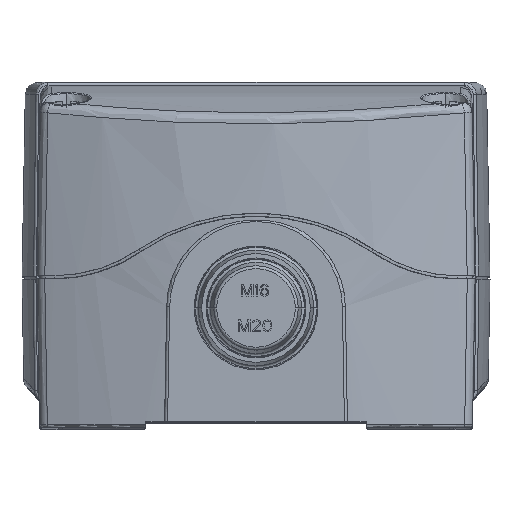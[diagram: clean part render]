
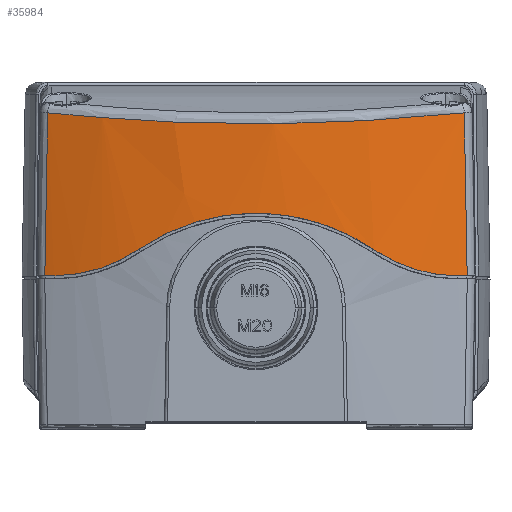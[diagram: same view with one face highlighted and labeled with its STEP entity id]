
A CAD part, top view. The second image highlights one B-rep face of the part: STEP entity #35984.
In plain terms, the highlighted conical face has half-angle 1 degrees and reference radius 103.761 mm.
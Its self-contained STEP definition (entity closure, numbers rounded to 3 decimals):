
#28411=CARTESIAN_POINT('',(0.,0.,-11.4));
#28412=DIRECTION('',(0.,1.,0.));
#28413=DIRECTION('',(-0.341,0.,0.94));
#28414=AXIS2_PLACEMENT_3D('',#28411,#28412,#28413);
#28582=CARTESIAN_POINT('',(0.,0.,-11.4));
#28583=DIRECTION('',(0.,1.,0.));
#28584=DIRECTION('',(0.326,0.,0.945));
#28585=AXIS2_PLACEMENT_3D('',#28582,#28583,#28584);
#30005=CARTESIAN_POINT('',(34.948,27.347,86.045));
#30006=CARTESIAN_POINT('',(33.912,27.248,86.419));
#30007=CARTESIAN_POINT('',(31.628,27.035,87.205));
#30008=CARTESIAN_POINT('',(27.5,26.676,88.451));
#30009=CARTESIAN_POINT('',(22.798,26.311,89.642));
#30010=CARTESIAN_POINT('',(17.606,25.973,90.688));
#30011=CARTESIAN_POINT('',(12.031,25.699,91.504));
#30012=CARTESIAN_POINT('',(6.189,25.518,92.026));
#30013=CARTESIAN_POINT('',(0.206,25.452,
92.214));
#30014=CARTESIAN_POINT('',(-5.785,25.509,
92.05));
#30015=CARTESIAN_POINT('',(-11.655,25.684,
91.548));
#30016=CARTESIAN_POINT('',(-17.274,25.954,
90.746));
#30017=CARTESIAN_POINT('',(-22.528,26.291,
89.704));
#30018=CARTESIAN_POINT('',(-27.307,26.659,
88.505));
#30019=CARTESIAN_POINT('',(-31.524,27.025,
87.24));
#30020=CARTESIAN_POINT('',(-33.876,27.245,
86.432));
#30021=CARTESIAN_POINT('',(-34.948,27.347,
86.045));
#30178=CARTESIAN_POINT('',(34.948,27.347,86.045));
#30179=CARTESIAN_POINT('',(35.002,24.305,86.082));
#30180=CARTESIAN_POINT('',(35.109,18.223,86.157));
#30181=CARTESIAN_POINT('',(35.271,9.107,86.268));
#30182=CARTESIAN_POINT('',(35.378,3.035,86.341));
#30183=CARTESIAN_POINT('',(35.432,0.,
86.378));
#30205=CARTESIAN_POINT('',(19.78,4.375,90.624));
#30206=CARTESIAN_POINT('',(20.304,4.016,90.529));
#30207=CARTESIAN_POINT('',(21.379,3.338,90.324));
#30208=CARTESIAN_POINT('',(23.059,2.45,89.973));
#30209=CARTESIAN_POINT('',(24.792,1.696,89.577));
#30210=CARTESIAN_POINT('',(26.567,1.078,89.136));
#30211=CARTESIAN_POINT('',(28.371,0.597,
88.651));
#30212=CARTESIAN_POINT('',(30.199,0.253,
88.121));
#30213=CARTESIAN_POINT('',(32.045,0.046,
87.546));
#30214=CARTESIAN_POINT('',(33.286,0.,87.131));
#30215=CARTESIAN_POINT('',(33.908,0.,86.917));
#30217=CARTESIAN_POINT('',(-19.78,4.375,90.624));
#30218=CARTESIAN_POINT('',(-18.297,5.391,
90.893));
#30219=CARTESIAN_POINT('',(-15.199,7.178,
91.395));
#30220=CARTESIAN_POINT('',(-10.245,9.104,
91.976));
#30221=CARTESIAN_POINT('',(-5.173,10.244,
92.335));
#30222=CARTESIAN_POINT('',(0.,10.628,
92.458));
#30223=CARTESIAN_POINT('',(5.17,10.245,92.335));
#30224=CARTESIAN_POINT('',(10.243,9.104,91.976));
#30225=CARTESIAN_POINT('',(15.198,7.179,91.395));
#30226=CARTESIAN_POINT('',(18.297,5.391,90.893));
#30227=CARTESIAN_POINT('',(19.78,4.375,90.624));
#30229=CARTESIAN_POINT('',(-33.908,0.,86.917));
#30230=CARTESIAN_POINT('',(-33.285,0.,87.132));
#30231=CARTESIAN_POINT('',(-32.038,0.047,
87.548));
#30232=CARTESIAN_POINT('',(-30.178,0.256,
88.127));
#30233=CARTESIAN_POINT('',(-28.337,0.605,
88.66));
#30234=CARTESIAN_POINT('',(-26.528,1.09,
89.146));
#30235=CARTESIAN_POINT('',(-24.76,1.709,
89.584));
#30236=CARTESIAN_POINT('',(-23.039,2.46,
89.977));
#30237=CARTESIAN_POINT('',(-21.374,3.342,
90.325));
#30238=CARTESIAN_POINT('',(-20.303,4.017,
90.529));
#30239=CARTESIAN_POINT('',(-19.78,4.375,90.624));
#30504=CARTESIAN_POINT('',(-34.948,27.347,
86.045));
#30505=CARTESIAN_POINT('',(-35.002,24.305,
86.082));
#30506=CARTESIAN_POINT('',(-35.109,18.223,
86.157));
#30507=CARTESIAN_POINT('',(-35.271,9.107,
86.268));
#30508=CARTESIAN_POINT('',(-35.378,3.035,
86.341));
#30509=CARTESIAN_POINT('',(-35.432,0.,
86.378));
#31966=VERTEX_POINT('',#30178);
#31967=VERTEX_POINT('',#30183);
#31971=VERTEX_POINT('',#30021);
#31973=VERTEX_POINT('',#30509);
#32048=VERTEX_POINT('',#30205);
#32049=VERTEX_POINT('',#30215);
#32050=VERTEX_POINT('',#30217);
#32051=VERTEX_POINT('',#30229);
#35966=CARTESIAN_POINT('',(0.,13.673,-11.4));
#35967=DIRECTION('',(0.,-1.,0.));
#35968=DIRECTION('',(-1.,0.,0.));
#35969=AXIS2_PLACEMENT_3D('',#35966,#35967,#35968);
#35970=CONICAL_SURFACE('',#35969,103.761,1.);
#35971=ORIENTED_EDGE('',*,*,#33662,.F.);
#35973=ORIENTED_EDGE('',*,*,#35972,.F.);
#35975=ORIENTED_EDGE('',*,*,#35974,.F.);
#35976=ORIENTED_EDGE('',*,*,#32548,.F.);
#35978=ORIENTED_EDGE('',*,*,#35977,.F.);
#35979=ORIENTED_EDGE('',*,*,#35486,.F.);
#35980=ORIENTED_EDGE('',*,*,#35957,.T.);
#35981=ORIENTED_EDGE('',*,*,#32648,.F.);
#35982=EDGE_LOOP('',(#35971,#35973,#35975,#35976,#35978,#35979,#35980,#35981));
#35983=FACE_OUTER_BOUND('',#35982,.F.);
#35984=ADVANCED_FACE('',(#35983),#35970,.T.);
#28415=CIRCLE('',#28414,104.);
#28586=CIRCLE('',#28585,104.);
#30022=B_SPLINE_CURVE_WITH_KNOTS('',3,(#30005,#30006,#30007,#30008,#30009,
#30010,#30011,#30012,#30013,#30014,#30015,#30016,#30017,#30018,#30019,#30020,
#30021),.UNSPECIFIED.,.F.,.F.,(4,1,1,1,1,1,1,1,1,1,1,1,1,1,4),(0.,
0.071,0.143,0.214,0.286,
0.357,0.429,0.5,0.571,0.643,
0.714,0.786,0.857,0.929,1.),
.UNSPECIFIED.);
#30184=B_SPLINE_CURVE_WITH_KNOTS('',3,(#30178,#30179,#30180,#30181,#30182,
#30183),.UNSPECIFIED.,.F.,.F.,(4,1,1,4),(0.,0.333,
0.667,1.),.UNSPECIFIED.);
#30216=B_SPLINE_CURVE_WITH_KNOTS('',3,(#30205,#30206,#30207,#30208,#30209,
#30210,#30211,#30212,#30213,#30214,#30215),.UNSPECIFIED.,.F.,.F.,(4,1,1,1,1,1,1,
1,4),(0.,0.125,0.25,0.375,0.5,0.625,0.75,0.875,1.),
.UNSPECIFIED.);
#30228=B_SPLINE_CURVE_WITH_KNOTS('',3,(#30217,#30218,#30219,#30220,#30221,
#30222,#30223,#30224,#30225,#30226,#30227),.UNSPECIFIED.,.F.,.F.,(4,1,1,1,1,1,1,
1,4),(0.,0.125,0.25,0.375,0.5,0.625,0.75,0.875,1.),
.UNSPECIFIED.);
#30240=B_SPLINE_CURVE_WITH_KNOTS('',3,(#30229,#30230,#30231,#30232,#30233,
#30234,#30235,#30236,#30237,#30238,#30239),.UNSPECIFIED.,.F.,.F.,(4,1,1,1,1,1,1,
1,4),(0.,0.125,0.25,0.375,0.5,0.625,0.75,0.875,1.),
.UNSPECIFIED.);
#30510=B_SPLINE_CURVE_WITH_KNOTS('',3,(#30504,#30505,#30506,#30507,#30508,
#30509),.UNSPECIFIED.,.F.,.F.,(4,1,1,4),(0.,0.333,
0.667,1.),.UNSPECIFIED.);
#32548=EDGE_CURVE('',#31973,#32051,#28415,.T.);
#32648=EDGE_CURVE('',#32049,#31967,#28586,.T.);
#33662=EDGE_CURVE('',#32048,#32049,#30216,.T.);
#35486=EDGE_CURVE('',#31966,#31971,#30022,.T.);
#35957=EDGE_CURVE('',#31966,#31967,#30184,.T.);
#35972=EDGE_CURVE('',#32050,#32048,#30228,.T.);
#35974=EDGE_CURVE('',#32051,#32050,#30240,.T.);
#35977=EDGE_CURVE('',#31971,#31973,#30510,.T.);
